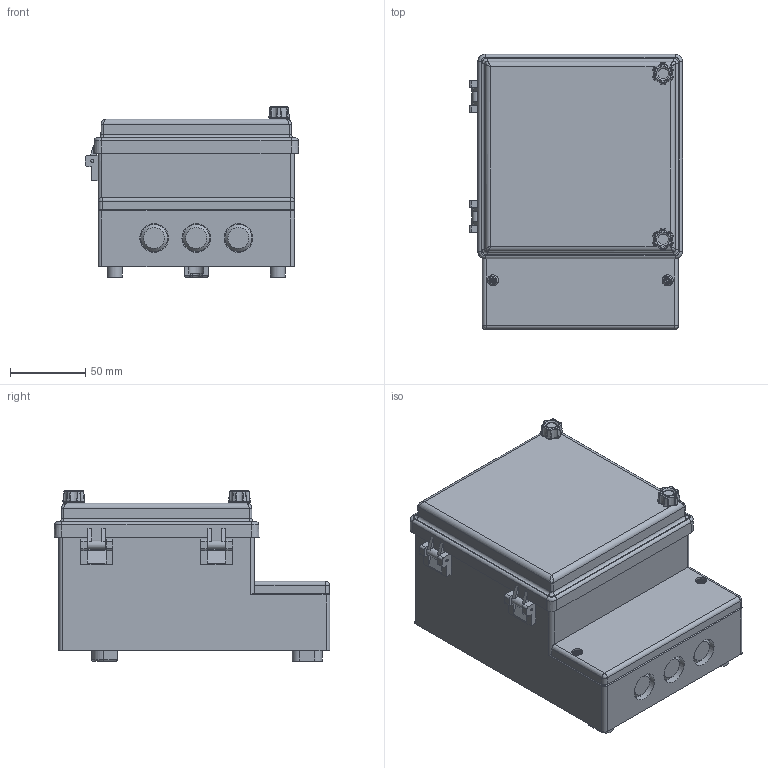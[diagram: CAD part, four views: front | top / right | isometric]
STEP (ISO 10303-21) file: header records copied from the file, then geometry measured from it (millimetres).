
FILE_DESCRIPTION(/* description */ (''),/* implementation_level */ '2;1');
FILE_NAME(/* name */ '0701100200 - MBRCA 13 K.stp',/* time_stamp */ '2017-02-10T13:10:00+01:00',/* author */ ('robin.rentz'),/* organization */ (''),/* preprocessor_version */ 'ST-DEVELOPER v16.5',/* originating_system */ 'Autodesk Inventor 2017',/* authorisation */ '');
FILE_SCHEMA (('AUTOMOTIVE_DESIGN { 1 0 10303 214 3 1 1 }'));
Length unit declared in the file: millimetre
Products named in the file (12): 0701100200 - MBRCA 13 K; 0701100101-UT_MBRCA 13; 0701100205-Klemmraumabdeckung MBRCA 13-14-13K-14K; Einpressmutter M4x9,5 mm Dodge; 1900000000; 1990000243 Schrauben A2 BM4x10_6; 0791100201-Klarsichtdeckel MBRCA 13-14 K ; Gelenk für Scharnier; ISO 8743 - 2x20 - St; 1990000056 Distanzbolzen M3 x 10_5 SW5; 1990000016 Hutschraube M3; 0715100106 Rändelschraube M3 x 20_15 MBRCA 13-31 K grau
Assembly tree (27 placements, depth 2):
  0701100200 - MBRCA 13 K
    0701100101-UT_MBRCA 13
    0701100205-Klemmraumabdeckung MBRCA 13-14-13K-14K
    Einpressmutter M4x9,5 mm Dodge  x2
    1900000000  x10
    1990000243 Schrauben A2 BM4x10_6  x2
    0791100201-Klarsichtdeckel MBRCA 13-14 K 
    Gelenk für Scharnier  x2
    ISO 8743 - 2x20 - St  x2
    1990000056 Distanzbolzen M3 x 10_5 SW5  x2
    1990000016 Hutschraube M3  x2
    0715100106 Rändelschraube M3 x 20_15 MBRCA 13-31 K grau  x2
Bounding box: 141.65 x 183 x 113.1 mm (x, y, z)
Volume: 377084.8 mm3; surface area: 261731.3 mm2
Topology: 27 solids, 27 shells, 1538 faces, 3949 edges, 2382 vertices
Faces by surface type: plane 732, cylinder 329, bspline 172, torus 138, cone 133, sphere 34
Full cylindrical faces by diameter (mm): 2 x12, 2.3 x2, 2.459 x12, 3 x6, 3.242 x2, 3.3 x2, 3.6 x2, 4 x22, 5.4 x2, 5.5 x2, 5.6 x2, 6.6 x4, 6.8 x2, 7 x2, 7.4 x2, 19 x5
Entity records: 28818 total; most frequent: CARTESIAN_POINT 7413, DIRECTION 4394, ORIENTED_EDGE 4236, EDGE_CURVE 2118, AXIS2_PLACEMENT_3D 1592, VERTEX_POINT 1355, LINE 1210, VECTOR 1210
